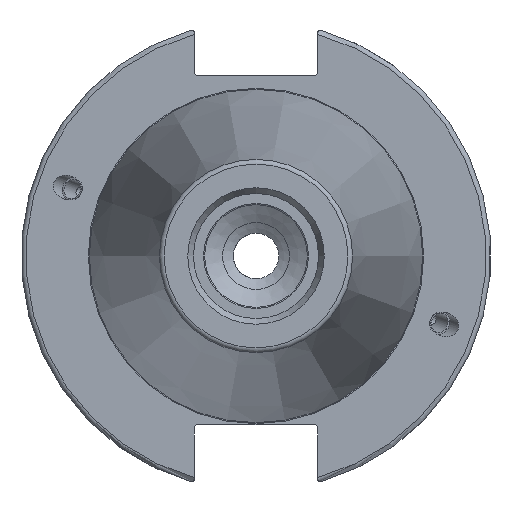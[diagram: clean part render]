
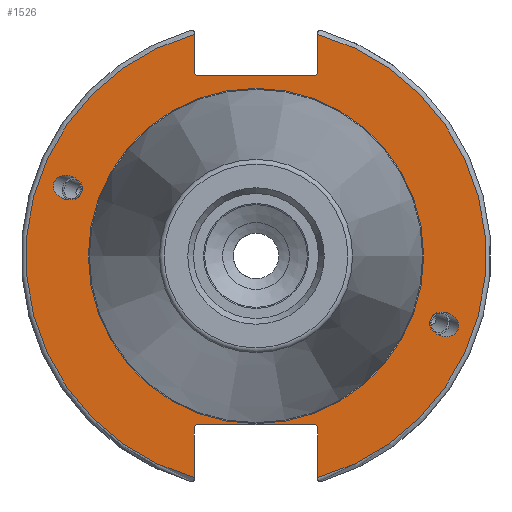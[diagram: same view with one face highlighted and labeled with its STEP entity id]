
A CAD part, left-side view. The second image highlights one B-rep face of the part: STEP entity #1526.
In plain terms, the highlighted planar face has unit normal (-1, 0, 0).
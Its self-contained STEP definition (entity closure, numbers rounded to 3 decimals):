
#31=ELLIPSE('',#1646,3.052,2.5);
#32=ELLIPSE('',#1680,3.052,2.5);
#43=PLANE('',#1690);
#92=FACE_BOUND('',#332,.T.);
#93=FACE_BOUND('',#333,.T.);
#94=FACE_BOUND('',#334,.T.);
#149=CIRCLE('',#1688,35.125);
#151=CIRCLE('',#1691,48.213);
#152=CIRCLE('',#1692,48.213);
#231=FACE_OUTER_BOUND('',#331,.T.);
#331=EDGE_LOOP('',(#1220,#1221,#1222,#1223,#1224,#1225,#1226,#1227,#1228,
#1229,#1230,#1231));
#332=EDGE_LOOP('',(#1232));
#333=EDGE_LOOP('',(#1233));
#334=EDGE_LOOP('',(#1234));
#428=LINE('',#2907,#521);
#429=LINE('',#2909,#522);
#430=LINE('',#2911,#523);
#431=LINE('',#2913,#524);
#432=LINE('',#2915,#525);
#433=LINE('',#2919,#526);
#434=LINE('',#2921,#527);
#435=LINE('',#2923,#528);
#436=LINE('',#2925,#529);
#437=LINE('',#2926,#530);
#521=VECTOR('',#2004,10.);
#522=VECTOR('',#2005,10.);
#523=VECTOR('',#2006,10.);
#524=VECTOR('',#2007,10.);
#525=VECTOR('',#2008,10.);
#526=VECTOR('',#2011,10.);
#527=VECTOR('',#2012,10.);
#528=VECTOR('',#2013,10.);
#529=VECTOR('',#2014,10.);
#530=VECTOR('',#2015,10.);
#668=VERTEX_POINT('',#2624);
#706=VERTEX_POINT('',#2883);
#711=VERTEX_POINT('',#2898);
#712=VERTEX_POINT('',#2903);
#713=VERTEX_POINT('',#2904);
#714=VERTEX_POINT('',#2906);
#715=VERTEX_POINT('',#2908);
#716=VERTEX_POINT('',#2910);
#717=VERTEX_POINT('',#2912);
#718=VERTEX_POINT('',#2914);
#719=VERTEX_POINT('',#2916);
#720=VERTEX_POINT('',#2918);
#721=VERTEX_POINT('',#2920);
#722=VERTEX_POINT('',#2922);
#723=VERTEX_POINT('',#2924);
#840=EDGE_CURVE('',#668,#668,#31,.T.);
#891=EDGE_CURVE('',#706,#706,#32,.T.);
#898=EDGE_CURVE('',#711,#711,#149,.T.);
#900=EDGE_CURVE('',#712,#713,#151,.T.);
#901=EDGE_CURVE('',#712,#714,#428,.T.);
#902=EDGE_CURVE('',#715,#714,#429,.T.);
#903=EDGE_CURVE('',#715,#716,#430,.T.);
#904=EDGE_CURVE('',#717,#716,#431,.T.);
#905=EDGE_CURVE('',#717,#718,#432,.T.);
#906=EDGE_CURVE('',#719,#718,#152,.T.);
#907=EDGE_CURVE('',#719,#720,#433,.T.);
#908=EDGE_CURVE('',#721,#720,#434,.T.);
#909=EDGE_CURVE('',#721,#722,#435,.T.);
#910=EDGE_CURVE('',#723,#722,#436,.T.);
#911=EDGE_CURVE('',#723,#713,#437,.T.);
#1220=ORIENTED_EDGE('',*,*,#900,.F.);
#1221=ORIENTED_EDGE('',*,*,#901,.T.);
#1222=ORIENTED_EDGE('',*,*,#902,.F.);
#1223=ORIENTED_EDGE('',*,*,#903,.T.);
#1224=ORIENTED_EDGE('',*,*,#904,.F.);
#1225=ORIENTED_EDGE('',*,*,#905,.T.);
#1226=ORIENTED_EDGE('',*,*,#906,.F.);
#1227=ORIENTED_EDGE('',*,*,#907,.T.);
#1228=ORIENTED_EDGE('',*,*,#908,.F.);
#1229=ORIENTED_EDGE('',*,*,#909,.T.);
#1230=ORIENTED_EDGE('',*,*,#910,.F.);
#1231=ORIENTED_EDGE('',*,*,#911,.T.);
#1232=ORIENTED_EDGE('',*,*,#840,.T.);
#1233=ORIENTED_EDGE('',*,*,#891,.T.);
#1234=ORIENTED_EDGE('',*,*,#898,.F.);
#1526=ADVANCED_FACE('',(#231,#92,#93,#94),#43,.T.);
#1646=AXIS2_PLACEMENT_3D('',#2626,#1894,#1895);
#1680=AXIS2_PLACEMENT_3D('',#2885,#1978,#1979);
#1688=AXIS2_PLACEMENT_3D('',#2900,#1996,#1997);
#1690=AXIS2_PLACEMENT_3D('',#2902,#2000,#2001);
#1691=AXIS2_PLACEMENT_3D('',#2905,#2002,#2003);
#1692=AXIS2_PLACEMENT_3D('',#2917,#2009,#2010);
#1894=DIRECTION('center_axis',(1.,0.,0.));
#1895=DIRECTION('ref_axis',(0.,-0.94,-0.342));
#1978=DIRECTION('center_axis',(1.,0.,0.));
#1979=DIRECTION('ref_axis',(0.,0.94,0.342));
#1996=DIRECTION('center_axis',(-1.,0.,0.));
#1997=DIRECTION('ref_axis',(0.,-1.,0.));
#2000=DIRECTION('center_axis',(-1.,0.,0.));
#2001=DIRECTION('ref_axis',(0.,0.,1.));
#2002=DIRECTION('center_axis',(1.,0.,0.));
#2003=DIRECTION('ref_axis',(0.,-1.,0.));
#2004=DIRECTION('',(0.,0.,-1.));
#2005=DIRECTION('',(0.,-0.707,0.707));
#2006=DIRECTION('',(0.,1.,0.));
#2007=DIRECTION('',(0.,-0.707,-0.707));
#2008=DIRECTION('',(0.,0.,1.));
#2009=DIRECTION('center_axis',(1.,0.,0.));
#2010=DIRECTION('ref_axis',(0.,1.,0.));
#2011=DIRECTION('',(0.,0.,1.));
#2012=DIRECTION('',(0.,0.707,-0.707));
#2013=DIRECTION('',(0.,-1.,0.));
#2014=DIRECTION('',(0.,0.707,0.707));
#2015=DIRECTION('',(0.,0.,-1.));
#2624=CARTESIAN_POINT('',(3.175,-36.599,-13.321));
#2626=CARTESIAN_POINT('Origin',(3.175,-39.467,-14.365));
#2883=CARTESIAN_POINT('',(3.175,36.599,13.321));
#2885=CARTESIAN_POINT('Origin',(3.175,39.467,14.365));
#2898=CARTESIAN_POINT('',(3.175,0.,35.125));
#2900=CARTESIAN_POINT('Origin',(3.175,0.,0.));
#2902=CARTESIAN_POINT('Origin',(3.175,49.213,0.));
#2903=CARTESIAN_POINT('',(3.175,-12.95,46.441));
#2904=CARTESIAN_POINT('',(3.175,-12.95,-46.441));
#2905=CARTESIAN_POINT('Origin',(3.175,0.,0.));
#2906=CARTESIAN_POINT('',(3.175,-12.95,38.219));
#2907=CARTESIAN_POINT('',(3.175,-12.95,18.86));
#2908=CARTESIAN_POINT('',(3.175,-12.45,37.719));
#2909=CARTESIAN_POINT('',(3.175,12.27,12.999));
#2910=CARTESIAN_POINT('',(3.175,12.45,37.719));
#2911=CARTESIAN_POINT('',(3.175,24.606,37.719));
#2912=CARTESIAN_POINT('',(3.175,12.95,38.219));
#2913=CARTESIAN_POINT('',(3.175,12.336,37.605));
#2914=CARTESIAN_POINT('',(3.175,12.95,46.441));
#2915=CARTESIAN_POINT('',(3.175,12.95,18.86));
#2916=CARTESIAN_POINT('',(3.175,12.95,-46.441));
#2917=CARTESIAN_POINT('Origin',(3.175,0.,0.));
#2918=CARTESIAN_POINT('',(3.175,12.95,-35.806));
#2919=CARTESIAN_POINT('',(3.175,12.95,-17.653));
#2920=CARTESIAN_POINT('',(3.175,12.45,-35.306));
#2921=CARTESIAN_POINT('',(3.175,12.939,-35.795));
#2922=CARTESIAN_POINT('',(3.175,-12.45,-35.306));
#2923=CARTESIAN_POINT('',(3.175,24.606,-35.306));
#2924=CARTESIAN_POINT('',(3.175,-12.95,-35.806));
#2925=CARTESIAN_POINT('',(3.175,11.667,-11.189));
#2926=CARTESIAN_POINT('',(3.175,-12.95,-17.653));
